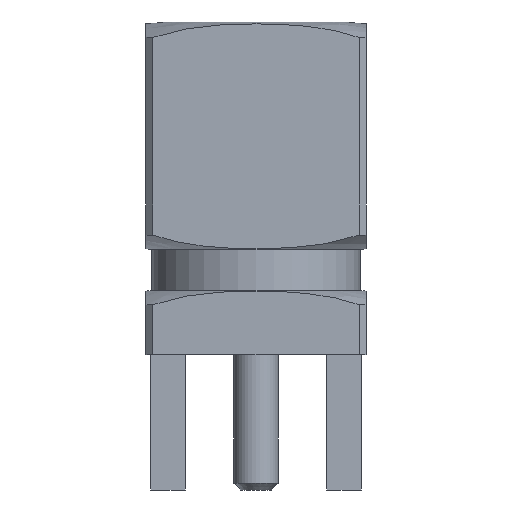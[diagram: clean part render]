
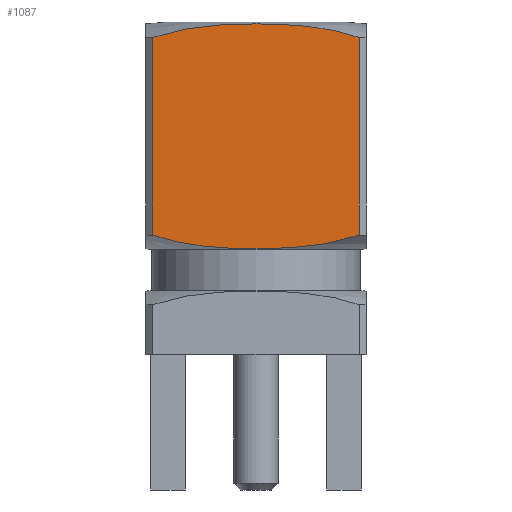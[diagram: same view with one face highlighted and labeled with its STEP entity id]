
A CAD part, left-side view. The second image highlights one B-rep face of the part: STEP entity #1087.
In plain terms, the highlighted planar face has unit normal (-1, 0, 0).
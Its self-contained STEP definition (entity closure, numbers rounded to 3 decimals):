
#59=PLANE('',#1199);
#75=B_SPLINE_CURVE_WITH_KNOTS('',3,(#1592,#1593,#1594,#1595,#1596,#1597),
 .UNSPECIFIED.,.F.,.F.,(4,2,4),(2.943,3.114,3.227),
 .UNSPECIFIED.);
#79=B_SPLINE_CURVE_WITH_KNOTS('',3,(#1642,#1643,#1644,#1645,#1646,#1647),
 .UNSPECIFIED.,.F.,.F.,(4,2,4),(2.659,2.771,2.943),
 .UNSPECIFIED.);
#82=B_SPLINE_CURVE_WITH_KNOTS('',3,(#1725,#1726,#1727,#1728,#1729,#1730),
 .UNSPECIFIED.,.F.,.F.,(4,2,4),(-1.471,-1.3,-1.188),
 .UNSPECIFIED.);
#86=B_SPLINE_CURVE_WITH_KNOTS('',3,(#1772,#1773,#1774,#1775,#1776,#1777),
 .UNSPECIFIED.,.F.,.F.,(4,2,4),(-1.755,-1.643,-1.471),
 .UNSPECIFIED.);
#155=FACE_OUTER_BOUND('',#229,.T.);
#229=EDGE_LOOP('',(#922,#923,#924,#925,#926,#927));
#326=LINE('',#2013,#410);
#327=LINE('',#2014,#411);
#410=VECTOR('',#1464,1000.);
#411=VECTOR('',#1465,1000.);
#472=VERTEX_POINT('',#1586);
#474=VERTEX_POINT('',#1591);
#481=VERTEX_POINT('',#1640);
#486=VERTEX_POINT('',#1720);
#487=VERTEX_POINT('',#1724);
#494=VERTEX_POINT('',#1770);
#578=EDGE_CURVE('',#474,#472,#75,.F.);
#586=EDGE_CURVE('',#472,#481,#79,.F.);
#594=EDGE_CURVE('',#487,#486,#82,.F.);
#602=EDGE_CURVE('',#486,#494,#86,.F.);
#684=EDGE_CURVE('',#481,#487,#326,.T.);
#685=EDGE_CURVE('',#494,#474,#327,.T.);
#922=ORIENTED_EDGE('',*,*,#578,.T.);
#923=ORIENTED_EDGE('',*,*,#586,.T.);
#924=ORIENTED_EDGE('',*,*,#684,.T.);
#925=ORIENTED_EDGE('',*,*,#594,.T.);
#926=ORIENTED_EDGE('',*,*,#602,.T.);
#927=ORIENTED_EDGE('',*,*,#685,.T.);
#1087=ADVANCED_FACE('',(#155),#59,.F.);
#1199=AXIS2_PLACEMENT_3D('',#2012,#1462,#1463);
#1462=DIRECTION('center_axis',(1.,0.,0.));
#1463=DIRECTION('ref_axis',(0.,0.,1.));
#1464=DIRECTION('',(0.,0.,-1.));
#1465=DIRECTION('',(0.,0.,1.));
#1586=CARTESIAN_POINT('',(-3.175,0.,9.545));
#1591=CARTESIAN_POINT('',(-3.175,-2.975,9.153));
#1592=CARTESIAN_POINT('Ctrl Pts',(-3.175,0.,9.545));
#1593=CARTESIAN_POINT('Ctrl Pts',(-3.175,-0.572,9.545));
#1594=CARTESIAN_POINT('Ctrl Pts',(-3.175,-1.202,9.524));
#1595=CARTESIAN_POINT('Ctrl Pts',(-3.175,-2.215,9.374));
#1596=CARTESIAN_POINT('Ctrl Pts',(-3.175,-2.609,9.282));
#1597=CARTESIAN_POINT('Ctrl Pts',(-3.175,-2.975,9.153));
#1640=CARTESIAN_POINT('',(-3.175,2.975,9.153));
#1642=CARTESIAN_POINT('Ctrl Pts',(-3.175,2.975,9.153));
#1643=CARTESIAN_POINT('Ctrl Pts',(-3.175,2.609,9.282));
#1644=CARTESIAN_POINT('Ctrl Pts',(-3.175,2.215,9.374));
#1645=CARTESIAN_POINT('Ctrl Pts',(-3.175,1.202,9.524));
#1646=CARTESIAN_POINT('Ctrl Pts',(-3.175,0.572,9.545));
#1647=CARTESIAN_POINT('Ctrl Pts',(-3.175,0.,9.545));
#1720=CARTESIAN_POINT('',(-3.175,0.,3.061));
#1724=CARTESIAN_POINT('',(-3.175,2.975,3.453));
#1725=CARTESIAN_POINT('Ctrl Pts',(-3.175,0.,3.061));
#1726=CARTESIAN_POINT('Ctrl Pts',(-3.175,0.572,3.061));
#1727=CARTESIAN_POINT('Ctrl Pts',(-3.175,1.201,3.082));
#1728=CARTESIAN_POINT('Ctrl Pts',(-3.175,2.215,3.232));
#1729=CARTESIAN_POINT('Ctrl Pts',(-3.175,2.609,3.324));
#1730=CARTESIAN_POINT('Ctrl Pts',(-3.175,2.975,3.453));
#1770=CARTESIAN_POINT('',(-3.175,-2.975,3.453));
#1772=CARTESIAN_POINT('Ctrl Pts',(-3.175,-2.975,3.453));
#1773=CARTESIAN_POINT('Ctrl Pts',(-3.175,-2.609,3.324));
#1774=CARTESIAN_POINT('Ctrl Pts',(-3.175,-2.215,3.232));
#1775=CARTESIAN_POINT('Ctrl Pts',(-3.175,-1.201,3.082));
#1776=CARTESIAN_POINT('Ctrl Pts',(-3.175,-0.572,3.061));
#1777=CARTESIAN_POINT('Ctrl Pts',(-3.175,0.,3.061));
#2012=CARTESIAN_POINT('Origin',(-3.175,-3.175,9.6));
#2013=CARTESIAN_POINT('',(-3.175,2.975,9.6));
#2014=CARTESIAN_POINT('',(-3.175,-2.975,9.6));
